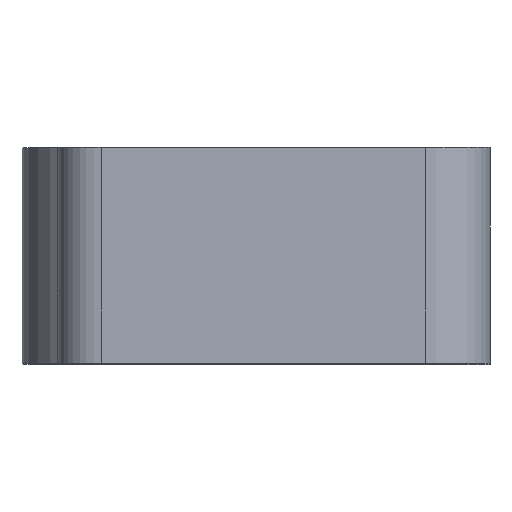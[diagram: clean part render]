
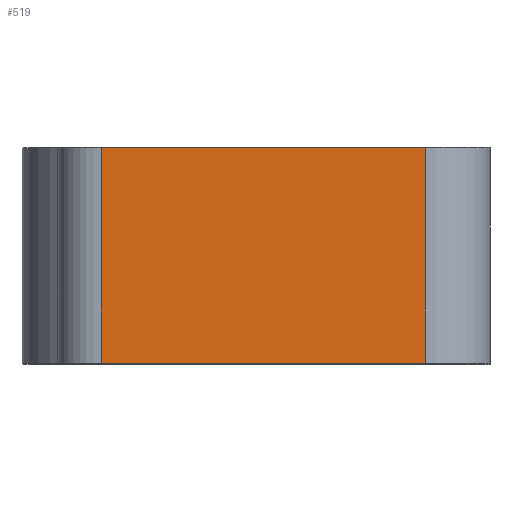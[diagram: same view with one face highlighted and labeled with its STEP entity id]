
A CAD part, top view. The second image highlights one B-rep face of the part: STEP entity #519.
In plain terms, the highlighted face is planar.
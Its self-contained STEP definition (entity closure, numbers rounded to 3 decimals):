
#97=ORIENTED_EDGE('',*,*,#239,.T.);
#98=ORIENTED_EDGE('',*,*,#240,.F.);
#99=ORIENTED_EDGE('',*,*,#241,.T.);
#100=ORIENTED_EDGE('',*,*,#242,.T.);
#239=EDGE_CURVE('',#307,#308,#361,.T.);
#240=EDGE_CURVE('',#309,#308,#362,.T.);
#241=EDGE_CURVE('',#309,#310,#363,.T.);
#242=EDGE_CURVE('',#310,#307,#364,.T.);
#307=VERTEX_POINT('',#830);
#308=VERTEX_POINT('',#831);
#309=VERTEX_POINT('',#833);
#310=VERTEX_POINT('',#835);
#361=LINE('',#829,#413);
#362=LINE('',#832,#414);
#363=LINE('',#834,#415);
#364=LINE('',#836,#416);
#413=VECTOR('',#661,1000.);
#414=VECTOR('',#662,1000.);
#415=VECTOR('',#663,1000.);
#416=VECTOR('',#664,1000.);
#443=EDGE_LOOP('',(#97,#98,#99,#100));
#473=FACE_BOUND('',#443,.T.);
#502=PLANE('',#563);
#519=ADVANCED_FACE('',(#473),#502,.T.);
#563=AXIS2_PLACEMENT_3D('',#828,#659,#660);
#659=DIRECTION('',(0.,1.,0.));
#660=DIRECTION('',(-1.,0.,0.));
#661=DIRECTION('',(1.,0.,0.));
#662=DIRECTION('',(0.,0.,1.));
#663=DIRECTION('',(-1.,0.,0.));
#664=DIRECTION('',(0.,0.,1.));
#828=CARTESIAN_POINT('',(-0.81,12.,-1.56));
#829=CARTESIAN_POINT('',(-0.81,12.,1.5));
#830=CARTESIAN_POINT('',(-5.4,12.,1.5));
#831=CARTESIAN_POINT('',(-0.9,12.,1.5));
#832=CARTESIAN_POINT('',(-0.9,12.,-1.56));
#833=CARTESIAN_POINT('',(-0.9,12.,-1.5));
#834=CARTESIAN_POINT('',(-6.632,12.,-1.5));
#835=CARTESIAN_POINT('',(-5.4,12.,-1.5));
#836=CARTESIAN_POINT('',(-5.4,12.,-1.56));
